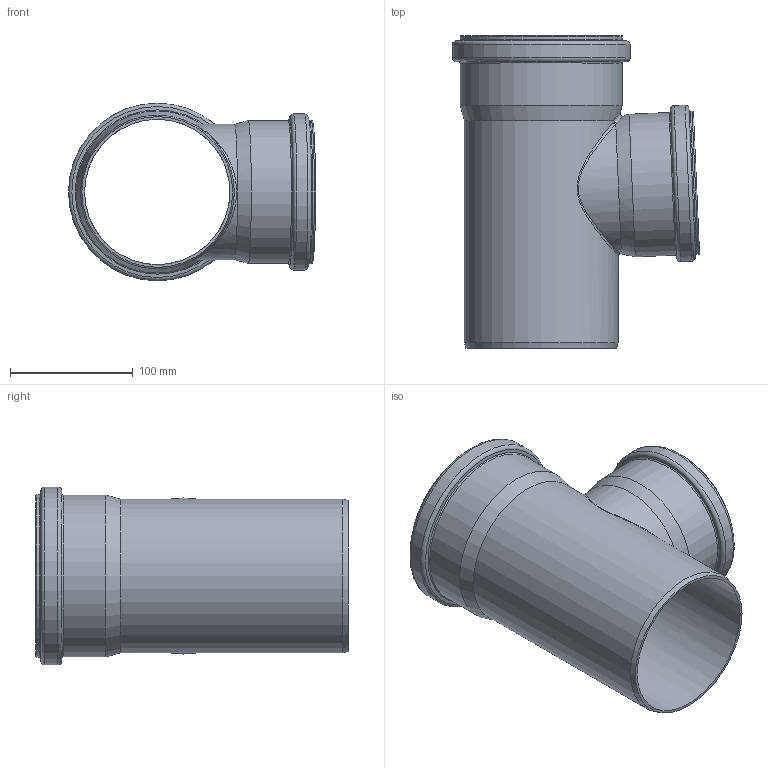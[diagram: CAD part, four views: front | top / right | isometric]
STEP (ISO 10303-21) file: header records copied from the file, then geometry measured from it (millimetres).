
FILE_DESCRIPTION(/* description */ (''),/* implementation_level */ '2;1');
FILE_NAME(/* name */ '176410 HTsafeEA DN_OD 125_110_87°.stp',/* time_stamp */ '2017-03-13T12:15:26+01:00',/* author */ ('user1'),/* organization */ (''),/* preprocessor_version */ 'ST-DEVELOPER v16.1',/* originating_system */ 'Autodesk Inventor 2016',/* authorisation */ '');
FILE_SCHEMA (('AUTOMOTIVE_DESIGN { 1 0 10303 214 3 1 1 }'));
Length unit declared in the file: millimetre
Products named in the file (1): 176410 HTsafeEA DN_OD 125_110_87°
Bounding box: 201.38 x 255 x 144.8 mm (x, y, z)
Volume: 392883.6 mm3; surface area: 251798.4 mm2
Topology: 1 solids, 1 shells, 60 faces, 127 edges, 71 vertices
Faces by surface type: torus 20, cylinder 18, cone 13, plane 5, bspline 4
Full cylindrical faces by diameter (mm): 104.4 x1, 111 x1, 111.2 x2, 116.4 x1, 116.6 x1, 118.5 x1, 121.8 x1, 125.3 x1, 126 x1, 126.2 x2, 127.2 x1, 132 x1, 132.2 x1, 138.8 x1, 144.8 x1
Entity records: 1913 total; most frequent: CARTESIAN_POINT 843, DIRECTION 224, ORIENTED_EDGE 144, EDGE_LOOP 116, AXIS2_PLACEMENT_3D 112, EDGE_CURVE 72, VERTEX_POINT 66, FACE_OUTER_BOUND 60
